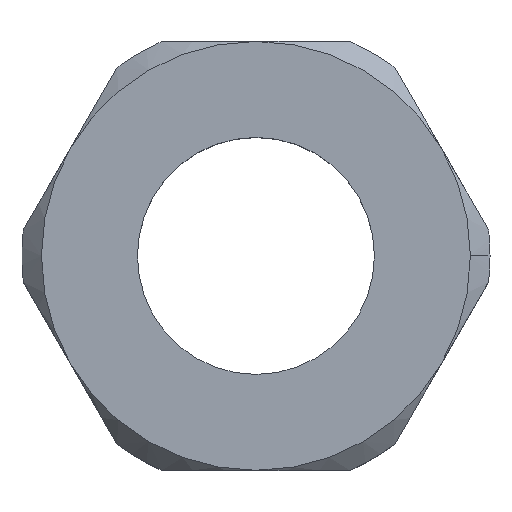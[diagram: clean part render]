
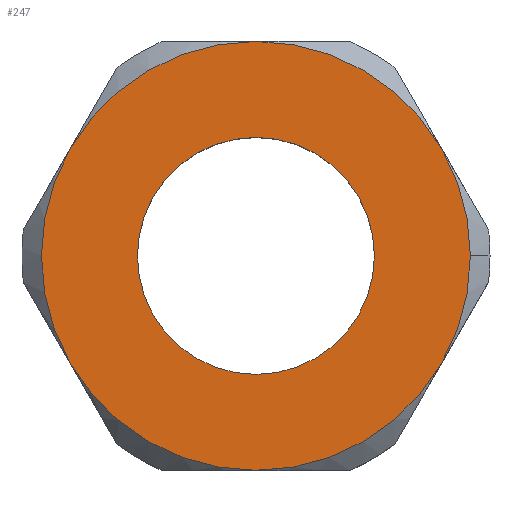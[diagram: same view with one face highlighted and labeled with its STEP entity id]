
A CAD part, top view. The second image highlights one B-rep face of the part: STEP entity #247.
In plain terms, the highlighted planar face has unit normal (0, 0, 1).
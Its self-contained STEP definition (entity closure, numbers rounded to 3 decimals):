
#9 = FACE_OUTER_BOUND ( 'NONE', #736, .T. ) ;
#13 = AXIS2_PLACEMENT_3D ( 'NONE', #499, #498, #497 ) ;
#26 = AXIS2_PLACEMENT_3D ( 'NONE', #465, #464, #463 ) ;
#30 = AXIS2_PLACEMENT_3D ( 'NONE', #565, #564, #563 ) ;
#56 = AXIS2_PLACEMENT_3D ( 'NONE', #521, #520, #519 ) ;
#58 = AXIS2_PLACEMENT_3D ( 'NONE', #524, #523, #522 ) ;
#60 = AXIS2_PLACEMENT_3D ( 'NONE', #530, #526, #525 ) ;
#64 = AXIS2_PLACEMENT_3D ( 'NONE', #551, #547, #546 ) ;
#66 = AXIS2_PLACEMENT_3D ( 'NONE', #518, #517, #516 ) ;
#76 = FACE_BOUND ( 'NONE', #734, .T. ) ;
#101 = AXIS2_PLACEMENT_3D ( 'NONE', #634, #633, #632 ) ;
#116 = AXIS2_PLACEMENT_3D ( 'NONE', #631, #630, #629 ) ;
#119 = CARTESIAN_POINT ( 'NONE',  ( 0., -9.5, 5. ) ) ;
#207 = EDGE_CURVE ( 'NONE', #769, #770, #296, .T. ) ;
#208 = EDGE_CURVE ( 'NONE', #768, #769, #295, .T. ) ;
#227 = EDGE_CURVE ( 'NONE', #760, #764, #286, .T. ) ;
#231 = EDGE_CURVE ( 'NONE', #758, #766, #284, .T. ) ;
#238 = EDGE_CURVE ( 'NONE', #766, #758, #280, .T. ) ;
#239 = EDGE_CURVE ( 'NONE', #761, #760, #279, .T. ) ;
#240 = EDGE_CURVE ( 'NONE', #764, #767, #278, .T. ) ;
#241 = EDGE_CURVE ( 'NONE', #767, #768, #277, .T. ) ;
#247 = ADVANCED_FACE ( 'NONE', ( #76, #9 ), #500, .T. ) ;
#271 = CIRCLE ( 'NONE', #26, 9.5 ) ;
#277 = CIRCLE ( 'NONE', #66, 9.5 ) ;
#278 = CIRCLE ( 'NONE', #56, 9.5 ) ;
#279 = CIRCLE ( 'NONE', #58, 9.5 ) ;
#280 = CIRCLE ( 'NONE', #60, 5.25 ) ;
#284 = CIRCLE ( 'NONE', #64, 5.25 ) ;
#286 = CIRCLE ( 'NONE', #30, 9.5 ) ;
#295 = CIRCLE ( 'NONE', #116, 9.5 ) ;
#296 = CIRCLE ( 'NONE', #101, 9.5 ) ;
#304 = EDGE_CURVE ( 'NONE', #770, #761, #271, .T. ) ;
#331 = CARTESIAN_POINT ( 'NONE',  ( 5.25, 0., 5. ) ) ;
#332 = CARTESIAN_POINT ( 'NONE',  ( 0., 9.5, 5. ) ) ;
#333 = CARTESIAN_POINT ( 'NONE',  ( -8.227, 4.75, 5. ) ) ;
#335 = CARTESIAN_POINT ( 'NONE',  ( 8.227, 4.75, 5. ) ) ;
#338 = CARTESIAN_POINT ( 'NONE',  ( 8.227, -4.75, 5. ) ) ;
#339 = CARTESIAN_POINT ( 'NONE',  ( 9.5, 0., 5. ) ) ;
#347 = CARTESIAN_POINT ( 'NONE',  ( -5.25, 0., 5. ) ) ;
#463 = DIRECTION ( 'NONE',  ( 1., 0., 0. ) ) ;
#464 = DIRECTION ( 'NONE',  ( 0., 0., 1. ) ) ;
#465 = CARTESIAN_POINT ( 'NONE',  ( 0., 0., 5. ) ) ;
#497 = DIRECTION ( 'NONE',  ( 1., 0., 0. ) ) ;
#498 = DIRECTION ( 'NONE',  ( 0., 0., 1. ) ) ;
#499 = CARTESIAN_POINT ( 'NONE',  ( 0., 0., 5. ) ) ;
#500 = PLANE ( 'NONE',  #13 ) ;
#516 = DIRECTION ( 'NONE',  ( 1., 0., 0. ) ) ;
#517 = DIRECTION ( 'NONE',  ( 0., 0., 1. ) ) ;
#518 = CARTESIAN_POINT ( 'NONE',  ( 0., 0., 5. ) ) ;
#519 = DIRECTION ( 'NONE',  ( 1., 0., 0. ) ) ;
#520 = DIRECTION ( 'NONE',  ( 0., 0., 1. ) ) ;
#521 = CARTESIAN_POINT ( 'NONE',  ( 0., 0., 5. ) ) ;
#522 = DIRECTION ( 'NONE',  ( 1., 0., 0. ) ) ;
#523 = DIRECTION ( 'NONE',  ( 0., 0., 1. ) ) ;
#524 = CARTESIAN_POINT ( 'NONE',  ( 0., 0., 5. ) ) ;
#525 = DIRECTION ( 'NONE',  ( 1., 0., 0. ) ) ;
#526 = DIRECTION ( 'NONE',  ( 0., 0., 1. ) ) ;
#530 = CARTESIAN_POINT ( 'NONE',  ( 0., 0., 5. ) ) ;
#546 = DIRECTION ( 'NONE',  ( 1., 0., 0. ) ) ;
#547 = DIRECTION ( 'NONE',  ( 0., 0., 1. ) ) ;
#551 = CARTESIAN_POINT ( 'NONE',  ( 0., 0., 5. ) ) ;
#563 = DIRECTION ( 'NONE',  ( 1., 0., 0. ) ) ;
#564 = DIRECTION ( 'NONE',  ( 0., 0., 1. ) ) ;
#565 = CARTESIAN_POINT ( 'NONE',  ( 0., 0., 5. ) ) ;
#629 = DIRECTION ( 'NONE',  ( 1., 0., 0. ) ) ;
#630 = DIRECTION ( 'NONE',  ( 0., 0., 1. ) ) ;
#631 = CARTESIAN_POINT ( 'NONE',  ( 0., 0., 5. ) ) ;
#632 = DIRECTION ( 'NONE',  ( 1., 0., 0. ) ) ;
#633 = DIRECTION ( 'NONE',  ( 0., 0., 1. ) ) ;
#634 = CARTESIAN_POINT ( 'NONE',  ( 0., 0., 5. ) ) ;
#711 = ORIENTED_EDGE ( 'NONE', *, *, #304, .T. ) ;
#724 = ORIENTED_EDGE ( 'NONE', *, *, #231, .F. ) ;
#725 = ORIENTED_EDGE ( 'NONE', *, *, #240, .T. ) ;
#726 = ORIENTED_EDGE ( 'NONE', *, *, #238, .F. ) ;
#727 = ORIENTED_EDGE ( 'NONE', *, *, #239, .T. ) ;
#728 = ORIENTED_EDGE ( 'NONE', *, *, #227, .T. ) ;
#729 = ORIENTED_EDGE ( 'NONE', *, *, #208, .T. ) ;
#730 = ORIENTED_EDGE ( 'NONE', *, *, #241, .T. ) ;
#731 = ORIENTED_EDGE ( 'NONE', *, *, #207, .T. ) ;
#734 = EDGE_LOOP ( 'NONE', ( #724, #726 ) ) ;
#736 = EDGE_LOOP ( 'NONE', ( #727, #728, #725, #730, #729, #731, #711 ) ) ;
#758 = VERTEX_POINT ( 'NONE', #347 ) ;
#760 = VERTEX_POINT ( 'NONE', #339 ) ;
#761 = VERTEX_POINT ( 'NONE', #338 ) ;
#764 = VERTEX_POINT ( 'NONE', #335 ) ;
#766 = VERTEX_POINT ( 'NONE', #331 ) ;
#767 = VERTEX_POINT ( 'NONE', #332 ) ;
#768 = VERTEX_POINT ( 'NONE', #333 ) ;
#769 = VERTEX_POINT ( 'NONE', #843 ) ;
#770 = VERTEX_POINT ( 'NONE', #119 ) ;
#843 = CARTESIAN_POINT ( 'NONE',  ( -8.227, -4.75, 5. ) ) ;
